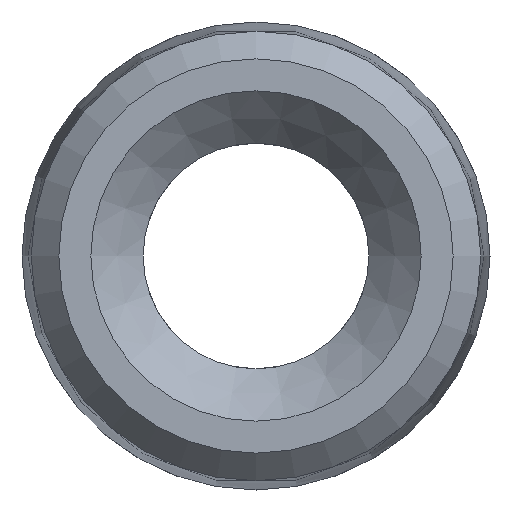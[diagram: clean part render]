
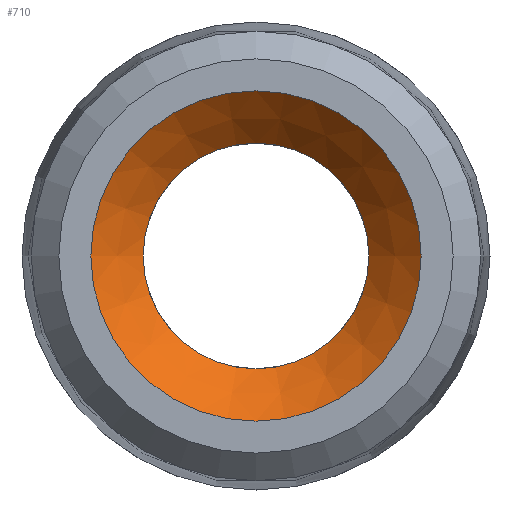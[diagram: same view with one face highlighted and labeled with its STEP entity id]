
A CAD part, left-side view. The second image highlights one B-rep face of the part: STEP entity #710.
In plain terms, the highlighted conical face has half-angle 45 degrees and reference radius 5.05 mm.
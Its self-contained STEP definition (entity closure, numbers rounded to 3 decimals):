
#37=CONICAL_SURFACE('',#835,5.05,0.785);
#99=CIRCLE('',#834,4.1);
#100=CIRCLE('',#836,6.);
#139=FACE_OUTER_BOUND('',#180,.T.);
#180=EDGE_LOOP('',(#635,#636,#637,#638));
#242=LINE('',#1274,#288);
#288=VECTOR('',#1037,5.05);
#349=VERTEX_POINT('',#1269);
#350=VERTEX_POINT('',#1273);
#445=EDGE_CURVE('',#349,#349,#99,.T.);
#446=EDGE_CURVE('',#349,#350,#242,.T.);
#447=EDGE_CURVE('',#350,#350,#100,.T.);
#635=ORIENTED_EDGE('',*,*,#445,.T.);
#636=ORIENTED_EDGE('',*,*,#446,.T.);
#637=ORIENTED_EDGE('',*,*,#447,.F.);
#638=ORIENTED_EDGE('',*,*,#446,.F.);
#710=ADVANCED_FACE('',(#139),#37,.F.);
#834=AXIS2_PLACEMENT_3D('',#1271,#1033,#1034);
#835=AXIS2_PLACEMENT_3D('',#1272,#1035,#1036);
#836=AXIS2_PLACEMENT_3D('',#1275,#1038,#1039);
#1033=DIRECTION('center_axis',(1.,0.,0.));
#1034=DIRECTION('ref_axis',(0.,0.,-1.));
#1035=DIRECTION('center_axis',(-1.,0.,0.));
#1036=DIRECTION('ref_axis',(0.,1.,0.));
#1037=DIRECTION('',(-0.707,-0.707,0.));
#1038=DIRECTION('center_axis',(1.,0.,0.));
#1039=DIRECTION('ref_axis',(0.,0.,-1.));
#1269=CARTESIAN_POINT('',(1.9,-4.1,0.));
#1271=CARTESIAN_POINT('Origin',(1.9,0.,0.));
#1272=CARTESIAN_POINT('Origin',(0.95,0.,0.));
#1273=CARTESIAN_POINT('',(0.,-6.,0.));
#1274=CARTESIAN_POINT('',(0.95,-5.05,0.));
#1275=CARTESIAN_POINT('Origin',(0.,0.,0.));
